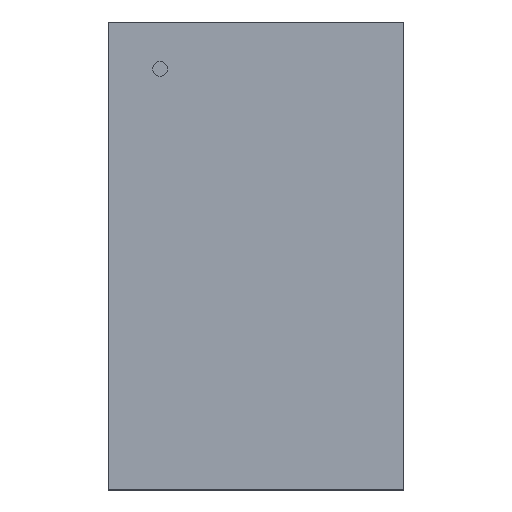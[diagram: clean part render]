
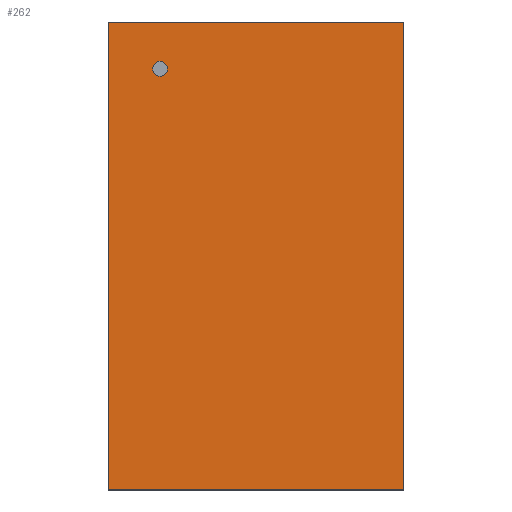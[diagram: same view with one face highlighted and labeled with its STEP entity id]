
A CAD part, top view. The second image highlights one B-rep face of the part: STEP entity #262.
In plain terms, the highlighted planar face has unit normal (0, 0, 1).
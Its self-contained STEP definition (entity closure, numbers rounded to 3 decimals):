
#141 = VERTEX_POINT('',#142);
#142 = CARTESIAN_POINT('',(1.956,-3.099,1.194));
#148 = EDGE_CURVE('',#149,#141,#151,.T.);
#149 = VERTEX_POINT('',#150);
#150 = CARTESIAN_POINT('',(-1.956,-3.099,1.194));
#151 = LINE('',#152,#153);
#152 = CARTESIAN_POINT('',(-1.956,-3.099,1.194));
#153 = VECTOR('',#154,1.);
#154 = DIRECTION('',(1.,0.,0.));
#179 = VERTEX_POINT('',#180);
#180 = CARTESIAN_POINT('',(1.956,3.099,1.194));
#186 = EDGE_CURVE('',#141,#179,#187,.T.);
#187 = LINE('',#188,#189);
#188 = CARTESIAN_POINT('',(1.956,-3.099,1.194));
#189 = VECTOR('',#190,1.);
#190 = DIRECTION('',(0.,1.,0.));
#210 = VERTEX_POINT('',#211);
#211 = CARTESIAN_POINT('',(-1.956,3.099,1.194));
#217 = EDGE_CURVE('',#179,#210,#218,.T.);
#218 = LINE('',#219,#220);
#219 = CARTESIAN_POINT('',(1.956,3.099,1.194));
#220 = VECTOR('',#221,1.);
#221 = DIRECTION('',(-1.,0.,0.));
#239 = EDGE_CURVE('',#210,#149,#240,.T.);
#240 = LINE('',#241,#242);
#241 = CARTESIAN_POINT('',(-1.956,3.099,1.194));
#242 = VECTOR('',#243,1.);
#243 = DIRECTION('',(0.,-1.,0.));
#262 = ADVANCED_FACE('',(#263),#269,.T.);
#263 = FACE_BOUND('',#264,.T.);
#264 = EDGE_LOOP('',(#265,#266,#267,#268));
#265 = ORIENTED_EDGE('',*,*,#148,.T.);
#266 = ORIENTED_EDGE('',*,*,#186,.T.);
#267 = ORIENTED_EDGE('',*,*,#217,.T.);
#268 = ORIENTED_EDGE('',*,*,#239,.T.);
#269 = PLANE('',#270);
#270 = AXIS2_PLACEMENT_3D('',#271,#272,#273);
#271 = CARTESIAN_POINT('',(-1.956,-3.099,1.194));
#272 = DIRECTION('',(0.,0.,1.));
#273 = DIRECTION('',(0.,1.,0.));
